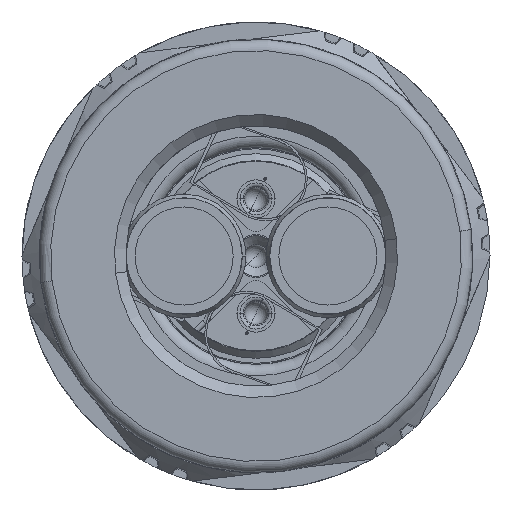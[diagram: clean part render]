
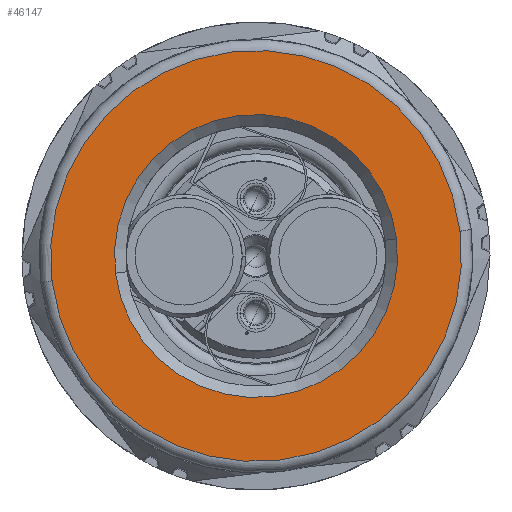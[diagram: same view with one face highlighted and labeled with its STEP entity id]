
A CAD part, front view. The second image highlights one B-rep face of the part: STEP entity #46147.
In plain terms, the highlighted planar face has unit normal (0, -1, 0).
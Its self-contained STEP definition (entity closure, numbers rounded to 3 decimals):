
#14768=CARTESIAN_POINT('',(0.,-48.6,0.));
#14769=DIRECTION('',(0.,-1.,0.));
#14770=DIRECTION('',(0.993,0.,0.117));
#14771=AXIS2_PLACEMENT_3D('',#14768,#14769,#14770);
#14788=CARTESIAN_POINT('',(0.,-48.6,0.));
#14789=DIRECTION('',(0.,1.,0.));
#14790=DIRECTION('',(-0.993,0.,-0.117));
#14791=AXIS2_PLACEMENT_3D('',#14788,#14789,#14790);
#14793=CARTESIAN_POINT('',(0.,-48.6,0.));
#14794=DIRECTION('',(0.,1.,0.));
#14795=DIRECTION('',(0.993,0.,0.117));
#14796=AXIS2_PLACEMENT_3D('',#14793,#14794,#14795);
#14798=CARTESIAN_POINT('',(0.,-48.6,0.));
#14799=DIRECTION('',(0.,-1.,0.));
#14800=DIRECTION('',(0.993,0.,0.122));
#14801=AXIS2_PLACEMENT_3D('',#14798,#14799,#14800);
#14803=CARTESIAN_POINT('',(0.,-48.6,0.));
#14804=DIRECTION('',(0.,-1.,0.));
#14805=DIRECTION('',(-0.122,0.,0.993));
#14806=AXIS2_PLACEMENT_3D('',#14803,#14804,#14805);
#14808=CARTESIAN_POINT('',(0.,-48.6,0.));
#14809=DIRECTION('',(0.,-1.,0.));
#14810=DIRECTION('',(-0.993,0.,-0.122));
#14811=AXIS2_PLACEMENT_3D('',#14808,#14809,#14810);
#14813=CARTESIAN_POINT('',(0.,-48.6,0.));
#14814=DIRECTION('',(0.,-1.,0.));
#14815=DIRECTION('',(0.122,0.,-0.993));
#14816=AXIS2_PLACEMENT_3D('',#14813,#14814,#14815);
#14818=CARTESIAN_POINT('',(0.,-48.6,0.));
#14819=DIRECTION('',(0.,-1.,0.));
#14820=DIRECTION('',(-0.993,0.,-0.117));
#14821=AXIS2_PLACEMENT_3D('',#14818,#14819,#14820);
#24026=CARTESIAN_POINT('',(8.938,-48.6,1.051));
#24027=CARTESIAN_POINT('',(-8.933,-48.6,-1.098));
#24028=VERTEX_POINT('',#24026);
#24029=VERTEX_POINT('',#24027);
#24030=CARTESIAN_POINT('',(8.933,-48.6,1.098));
#24031=VERTEX_POINT('',#24030);
#24032=CARTESIAN_POINT('',(-8.938,-48.6,-1.051));
#24033=VERTEX_POINT('',#24032);
#24034=CARTESIAN_POINT('',(6.154,-48.6,0.756));
#24035=CARTESIAN_POINT('',(-0.756,-48.6,6.154));
#24036=VERTEX_POINT('',#24034);
#24037=VERTEX_POINT('',#24035);
#24038=CARTESIAN_POINT('',(-6.154,-48.6,-0.756));
#24039=VERTEX_POINT('',#24038);
#24040=CARTESIAN_POINT('',(0.756,-48.6,-6.154));
#24041=VERTEX_POINT('',#24040);
#46124=CARTESIAN_POINT('',(0.,-48.6,0.));
#46125=DIRECTION('',(0.,-1.,0.));
#46126=DIRECTION('',(-0.993,0.,-0.122));
#46127=AXIS2_PLACEMENT_3D('',#46124,#46125,#46126);
#46128=PLANE('',#46127);
#46130=ORIENTED_EDGE('',*,*,#46129,.F.);
#46132=ORIENTED_EDGE('',*,*,#46131,.T.);
#46133=ORIENTED_EDGE('',*,*,#46113,.F.);
#46134=ORIENTED_EDGE('',*,*,#46111,.T.);
#46135=EDGE_LOOP('',(#46130,#46132,#46133,#46134));
#46136=FACE_OUTER_BOUND('',#46135,.F.);
#46138=ORIENTED_EDGE('',*,*,#46137,.T.);
#46140=ORIENTED_EDGE('',*,*,#46139,.T.);
#46142=ORIENTED_EDGE('',*,*,#46141,.T.);
#46144=ORIENTED_EDGE('',*,*,#46143,.T.);
#46145=EDGE_LOOP('',(#46138,#46140,#46142,#46144));
#46146=FACE_BOUND('',#46145,.F.);
#46147=ADVANCED_FACE('',(#46136,#46146),#46128,.T.);
#14772=CIRCLE('',#14771,9.);
#14792=CIRCLE('',#14791,9.);
#14797=CIRCLE('',#14796,9.);
#14802=CIRCLE('',#14801,6.2);
#14807=CIRCLE('',#14806,6.2);
#14812=CIRCLE('',#14811,6.2);
#14817=CIRCLE('',#14816,6.2);
#14822=CIRCLE('',#14821,9.);
#46111=EDGE_CURVE('',#24028,#24029,#14797,.T.);
#46113=EDGE_CURVE('',#24028,#24031,#14772,.T.);
#46129=EDGE_CURVE('',#24033,#24029,#14822,.T.);
#46131=EDGE_CURVE('',#24033,#24031,#14792,.T.);
#46137=EDGE_CURVE('',#24036,#24037,#14802,.T.);
#46139=EDGE_CURVE('',#24037,#24039,#14807,.T.);
#46141=EDGE_CURVE('',#24039,#24041,#14812,.T.);
#46143=EDGE_CURVE('',#24041,#24036,#14817,.T.);
